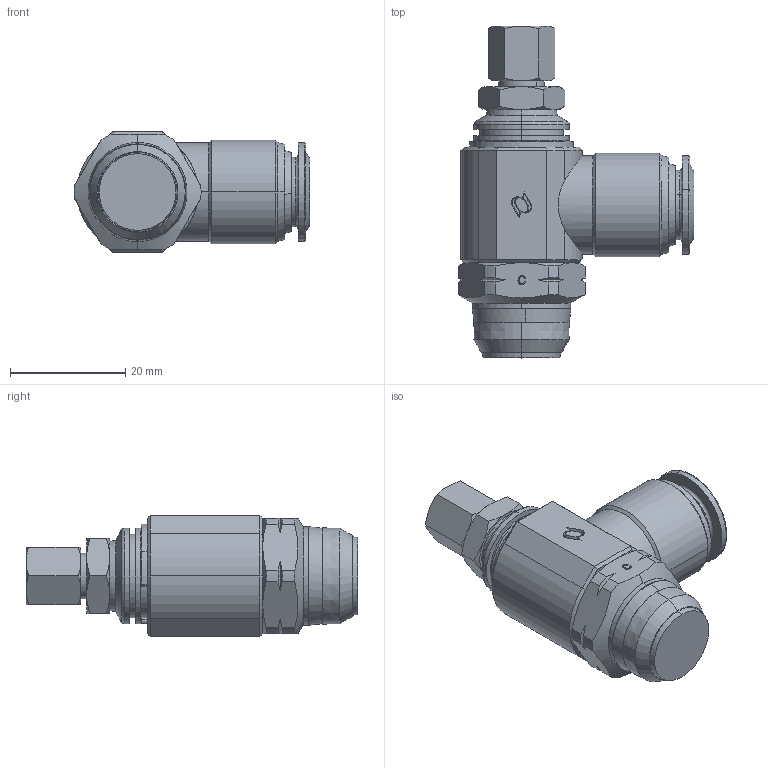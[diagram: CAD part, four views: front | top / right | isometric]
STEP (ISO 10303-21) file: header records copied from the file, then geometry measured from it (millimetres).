
FILE_DESCRIPTION (( 'STEP AP214' ), '1' );
FILE_NAME ('5790500012A.step', '2012-10-22T17:40:00', ( '' ), ( '' ), 'SwSTEP 2.0', 'SolidWorks 2012', '' );
FILE_SCHEMA (( 'AUTOMOTIVE_DESIGN' ));
Length unit declared in the file: millimetre
Products named in the file (1): 5790500012A
Bounding box: 40.84 x 57.5 x 21 mm (x, y, z)
Volume: 18618.3 mm3; surface area: 5406.8 mm2
Topology: 1 solids, 1 shells, 231 faces, 557 edges, 345 vertices
Faces by surface type: cone 86, plane 85, cylinder 46, bspline 8, torus 6
Entity records: 8955 total; most frequent: CARTESIAN_POINT 2370, ORIENTED_EDGE 1114, DIRECTION 1090, EDGE_CURVE 557, AXIS2_PLACEMENT_3D 431, VERTEX_POINT 345, EDGE_LOOP 250, FACE_OUTER_BOUND 231
